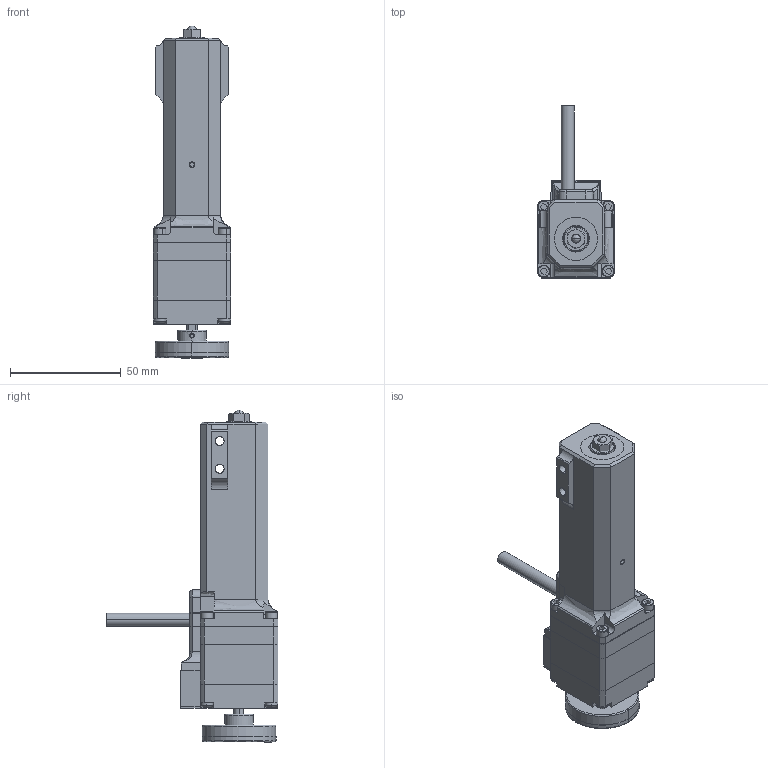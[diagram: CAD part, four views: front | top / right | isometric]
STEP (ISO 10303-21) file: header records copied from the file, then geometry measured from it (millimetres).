
FILE_DESCRIPTION (( 'STEP AP214' ), '1' );
FILE_NAME ('DRV225 - 25mm Trapezoidal Stepper Motor Drive.STEP', '2019-12-05T09:34:43', ( '' ), ( '' ), 'SwSTEP 2.0', 'SolidWorks 2019', '' );
FILE_SCHEMA (( 'AUTOMOTIVE_DESIGN' ));
Length unit declared in the file: millimetre
Products named in the file (1): DRV225 - 25mm Trapezoidal Stepper Motor Drive
Bounding box: 35 x 77.46 x 149.6 mm (x, y, z)
Volume: 120173 mm3; surface area: 53960.6 mm2
Topology: 22 solids, 22 shells, 1014 faces, 2592 edges, 1690 vertices
Faces by surface type: plane 587, bspline 427
Entity records: 38801 total; most frequent: CARTESIAN_POINT 13613, ORIENTED_EDGE 5160, DIRECTION 4200, EDGE_CURVE 2580, LINE 1722, VECTOR 1722, VERTEX_POINT 1690, AXIS2_PLACEMENT_3D 1239
